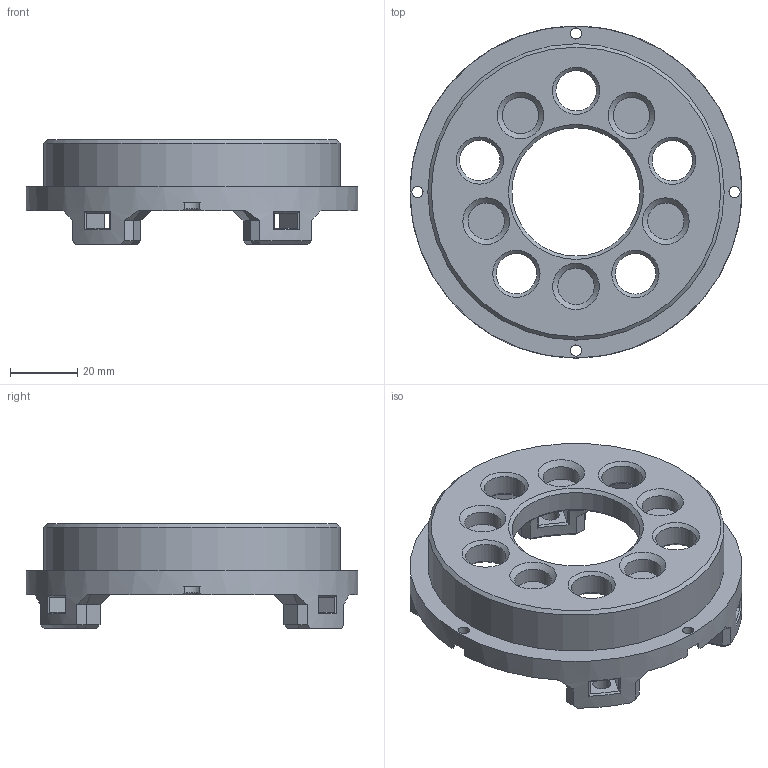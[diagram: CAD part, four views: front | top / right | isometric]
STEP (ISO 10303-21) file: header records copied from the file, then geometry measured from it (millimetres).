
FILE_DESCRIPTION(/* description */ (''),/* implementation_level */ '2;1');
FILE_NAME(/* name */ '1-BackAttachment.step',/* time_stamp */ '2019-12-21T14:05:29-04:00',/* author */ (''),/* organization */ (''),/* preprocessor_version */ 'ST-DEVELOPER v18',/* originating_system */ 'Autodesk Translation Framework v8.12.0.6',/* authorisation */ '');
FILE_SCHEMA (('AUTOMOTIVE_DESIGN { 1 0 10303 214 3 1 1 }'));
Length unit declared in the file: millimetre
Products named in the file (2): BackAttachment; BatteryStop
Assembly tree (1 placements, depth 2):
  BackAttachment
    BatteryStop
Bounding box: 98.4 x 98.4 x 31 mm (x, y, z)
Volume: 64451.9 mm3; surface area: 27165.3 mm2
Topology: 1 solids, 1 shells, 223 faces, 566 edges, 359 vertices
Faces by surface type: plane 132, cone 57, cylinder 34
Full cylindrical faces by diameter (mm): 3.3 x4, 4.3 x4, 5.3 x8, 10.8 x5, 12 x5, 38 x1, 78 x1, 87.8 x1, 98.4 x1
Entity records: 6851 total; most frequent: CARTESIAN_POINT 1405, ORIENTED_EDGE 1132, DIRECTION 1124, EDGE_CURVE 566, AXIS2_PLACEMENT_3D 426, VERTEX_POINT 359, EDGE_LOOP 273, LINE 272
